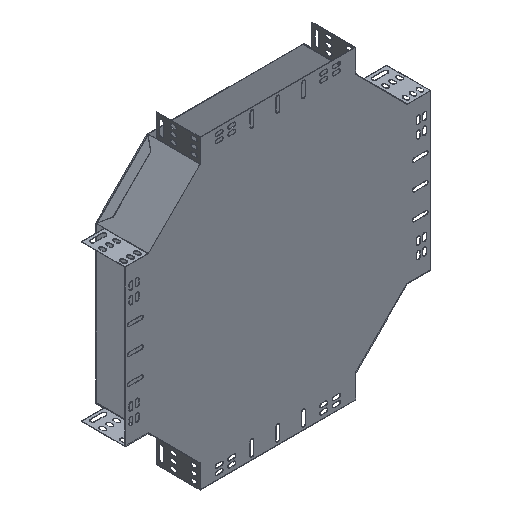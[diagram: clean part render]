
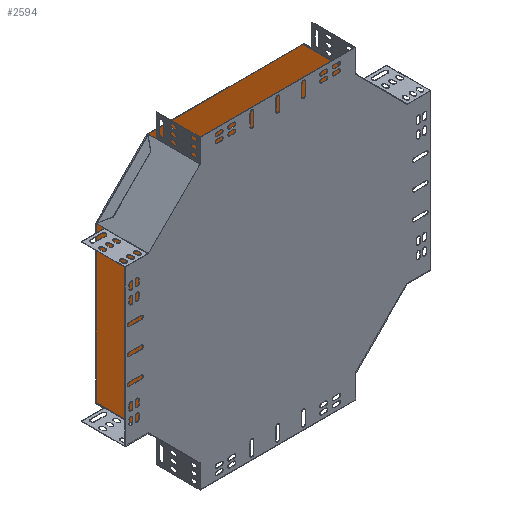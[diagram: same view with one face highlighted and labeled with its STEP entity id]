
A CAD part, isometric view. The second image highlights one B-rep face of the part: STEP entity #2594.
In plain terms, the highlighted planar face has unit normal (0, -1, 0).
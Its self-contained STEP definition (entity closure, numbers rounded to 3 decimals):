
#128 = CARTESIAN_POINT ( 'NONE',  ( 259.263, 189.964, -146.549 ) ) ;
#290 = ORIENTED_EDGE ( 'NONE', *, *, #4882, .F. ) ;
#359 = PLANE ( 'NONE',  #1879 ) ;
#908 = DIRECTION ( 'NONE',  ( 0., 0., -1. ) ) ;
#1878 = DIRECTION ( 'NONE',  ( 0., 0., -1. ) ) ;
#1879 = AXIS2_PLACEMENT_3D ( 'NONE', #15999, #5602, #1878 ) ;
#2132 = EDGE_CURVE ( 'NONE', #2775, #8121, #16019, .T. ) ;
#2266 = EDGE_LOOP ( 'NONE', ( #14231, #14280, #14431, #15424, #15631, #16569, #16779, #290 ) ) ;
#2351 = EDGE_CURVE ( 'NONE', #9213, #16638, #15550, .T. ) ;
#2594 = ADVANCED_FACE ( 'NONE', ( #14528 ), #359, .T. ) ;
#2734 = CARTESIAN_POINT ( 'NONE',  ( -242.337, 189.964, 155.051 ) ) ;
#2775 = VERTEX_POINT ( 'NONE', #128 ) ;
#2806 = DIRECTION ( 'NONE',  ( -0.707, 0., 0.707 ) ) ;
#3662 = VERTEX_POINT ( 'NONE', #4695 ) ;
#3874 = CARTESIAN_POINT ( 'NONE',  ( -142.337, 189.964, 255.051 ) ) ;
#4284 = CARTESIAN_POINT ( 'NONE',  ( 259.263, 189.964, 155.051 ) ) ;
#4381 = CARTESIAN_POINT ( 'NONE',  ( -142.337, 189.964, 255.051 ) ) ;
#4509 = CARTESIAN_POINT ( 'NONE',  ( 159.263, 189.964, -246.549 ) ) ;
#4695 = CARTESIAN_POINT ( 'NONE',  ( -242.337, 189.964, -146.549 ) ) ;
#4809 = DIRECTION ( 'NONE',  ( 1., 0., 0. ) ) ;
#4882 = EDGE_CURVE ( 'NONE', #13777, #9213, #5981, .T. ) ;
#5370 = VECTOR ( 'NONE', #11929, 1000. ) ;
#5411 = LINE ( 'NONE', #3874, #5370 ) ;
#5602 = DIRECTION ( 'NONE',  ( 0., -1., 0. ) ) ;
#5648 = VERTEX_POINT ( 'NONE', #15348 ) ;
#5862 = VECTOR ( 'NONE', #908, 1000. ) ;
#5880 = LINE ( 'NONE', #15302, #5862 ) ;
#5915 = VECTOR ( 'NONE', #4809, 1000. ) ;
#5981 = LINE ( 'NONE', #11531, #5915 ) ;
#6162 = CARTESIAN_POINT ( 'NONE',  ( 159.263, 189.964, -246.549 ) ) ;
#6825 = VECTOR ( 'NONE', #11519, 1000. ) ;
#6958 = LINE ( 'NONE', #10189, #6825 ) ;
#7615 = VERTEX_POINT ( 'NONE', #2734 ) ;
#8044 = EDGE_CURVE ( 'NONE', #8121, #5648, #12126, .T. ) ;
#8121 = VERTEX_POINT ( 'NONE', #6162 ) ;
#9213 = VERTEX_POINT ( 'NONE', #10380 ) ;
#9730 = EDGE_CURVE ( 'NONE', #16638, #2775, #5880, .T. ) ;
#9846 = EDGE_CURVE ( 'NONE', #7615, #13777, #5411, .T. ) ;
#10189 = CARTESIAN_POINT ( 'NONE',  ( -242.337, 189.964, -146.549 ) ) ;
#10380 = CARTESIAN_POINT ( 'NONE',  ( 159.263, 189.964, 255.051 ) ) ;
#11519 = DIRECTION ( 'NONE',  ( 0., 0., 1. ) ) ;
#11531 = CARTESIAN_POINT ( 'NONE',  ( -142.337, 189.964, 255.051 ) ) ;
#11838 = VECTOR ( 'NONE', #2806, 1000. ) ;
#11929 = DIRECTION ( 'NONE',  ( 0.707, 0., 0.707 ) ) ;
#12038 = LINE ( 'NONE', #12217, #11838 ) ;
#12126 = LINE ( 'NONE', #4509, #12146 ) ;
#12146 = VECTOR ( 'NONE', #14992, 1000. ) ;
#12217 = CARTESIAN_POINT ( 'NONE',  ( -242.337, 189.964, -146.549 ) ) ;
#13777 = VERTEX_POINT ( 'NONE', #4381 ) ;
#14116 = EDGE_CURVE ( 'NONE', #3662, #7615, #6958, .T. ) ;
#14231 = ORIENTED_EDGE ( 'NONE', *, *, #9846, .F. ) ;
#14280 = ORIENTED_EDGE ( 'NONE', *, *, #14116, .F. ) ;
#14431 = ORIENTED_EDGE ( 'NONE', *, *, #16837, .F. ) ;
#14528 = FACE_OUTER_BOUND ( 'NONE', #2266, .T. ) ;
#14992 = DIRECTION ( 'NONE',  ( -1., 0., 0. ) ) ;
#15302 = CARTESIAN_POINT ( 'NONE',  ( 259.263, 189.964, 155.051 ) ) ;
#15348 = CARTESIAN_POINT ( 'NONE',  ( -142.337, 189.964, -246.549 ) ) ;
#15381 = VECTOR ( 'NONE', #16034, 1000. ) ;
#15424 = ORIENTED_EDGE ( 'NONE', *, *, #8044, .F. ) ;
#15458 = DIRECTION ( 'NONE',  ( -0.707, 0., -0.707 ) ) ;
#15550 = LINE ( 'NONE', #4284, #15381 ) ;
#15631 = ORIENTED_EDGE ( 'NONE', *, *, #2132, .F. ) ;
#15662 = CARTESIAN_POINT ( 'NONE',  ( 259.263, 189.964, 155.051 ) ) ;
#15879 = VECTOR ( 'NONE', #15458, 1000. ) ;
#15999 = CARTESIAN_POINT ( 'NONE',  ( -393.137, 189.964, 4.251 ) ) ;
#16019 = LINE ( 'NONE', #16640, #15879 ) ;
#16034 = DIRECTION ( 'NONE',  ( 0.707, 0., -0.707 ) ) ;
#16569 = ORIENTED_EDGE ( 'NONE', *, *, #9730, .F. ) ;
#16638 = VERTEX_POINT ( 'NONE', #15662 ) ;
#16640 = CARTESIAN_POINT ( 'NONE',  ( 159.263, 189.964, -246.549 ) ) ;
#16779 = ORIENTED_EDGE ( 'NONE', *, *, #2351, .F. ) ;
#16837 = EDGE_CURVE ( 'NONE', #5648, #3662, #12038, .T. ) ;
